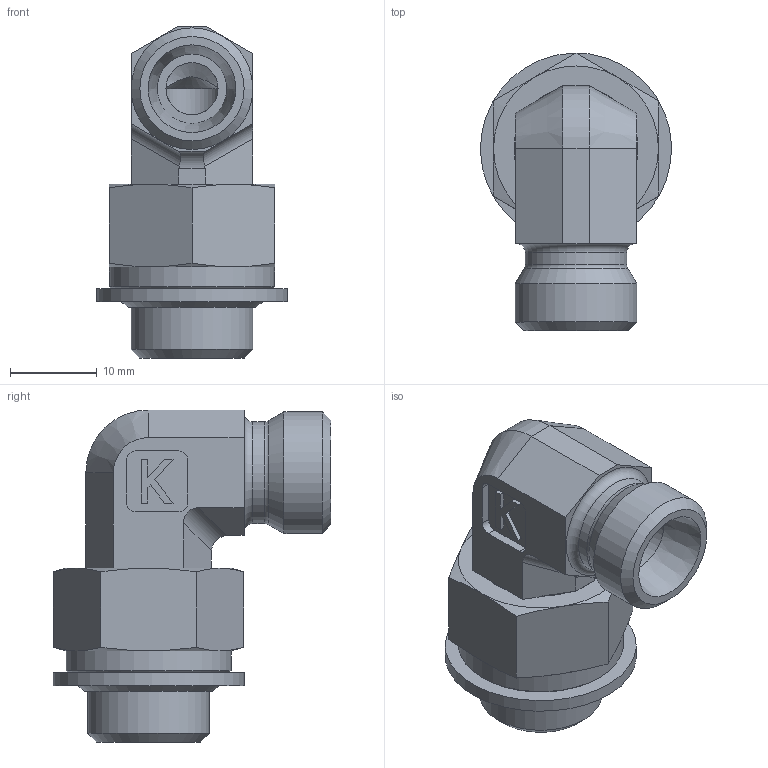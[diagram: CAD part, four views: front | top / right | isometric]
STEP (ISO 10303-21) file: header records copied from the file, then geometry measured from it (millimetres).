
FILE_DESCRIPTION((''),'2;1');
FILE_NAME('6715011414.stp','2015-02-06T14:02:56',(''),('KNOMI spol. s r. o.'),'Autodesk Inventor 2012','Autodesk Inventor 2012','');
FILE_SCHEMA(('AUTOMOTIVE_DESIGN { 1 2 10303 214 0 1 1 1 }'));
Length unit declared in the file: millimetre
Products named in the file (4): ÚPS M14/M14 GM500; 6785081414; 6755014; 7390014
Assembly tree (3 placements, depth 2):
  ÚPS M14/M14 GM500
    6785081414
    6755014
    7390014
Bounding box: 21.98 x 31.99 x 38.22 mm (x, y, z)
Volume: 8486.6 mm3; surface area: 6034.8 mm2
Topology: 3 solids, 3 shells, 105 faces, 243 edges, 150 vertices
Faces by surface type: plane 54, cone 27, cylinder 22, torus 2
Full cylindrical faces by diameter (mm): 6 x1, 6.5 x1, 8 x1, 11.38 x1, 11.7 x1, 12.376 x1, 13.999 x1, 14 x3, 14.7 x2, 19 x1, 22 x1
Entity records: 2982 total; most frequent: CARTESIAN_POINT 560, DIRECTION 480, ORIENTED_EDGE 420, EDGE_CURVE 210, AXIS2_PLACEMENT_3D 186, VERTEX_POINT 144, EDGE_LOOP 144, VECTOR 108
